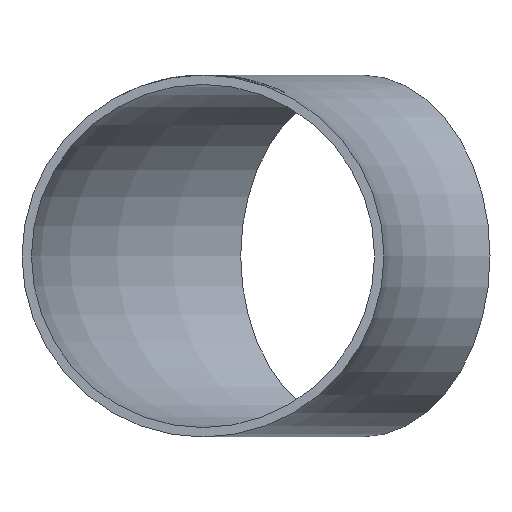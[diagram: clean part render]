
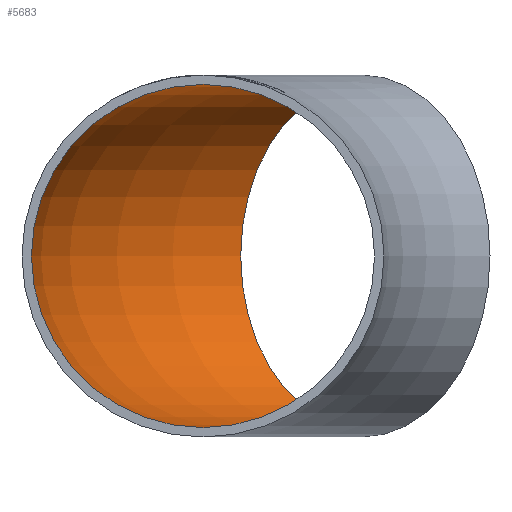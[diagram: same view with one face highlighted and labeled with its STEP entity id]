
A CAD part, front view. The second image highlights one B-rep face of the part: STEP entity #5683.
In plain terms, the highlighted toroidal (fillet/blend) face has major radius 95.25 mm and minor radius 30.099 mm.
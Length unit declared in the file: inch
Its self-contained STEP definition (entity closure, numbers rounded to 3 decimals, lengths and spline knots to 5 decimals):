
#15=CIRCLE('',#5854,1.185);
#16=CIRCLE('',#5855,1.185);
#47=FACE_BOUND('',#1575,.T.);
#1227=FACE_OUTER_BOUND('',#1574,.T.);
#1574=EDGE_LOOP('',(#5304));
#1575=EDGE_LOOP('',(#5305));
#2727=VERTEX_POINT('',#12972);
#2728=VERTEX_POINT('',#12974);
#3589=EDGE_CURVE('',#2727,#2727,#15,.T.);
#3590=EDGE_CURVE('',#2728,#2728,#16,.T.);
#5304=ORIENTED_EDGE('',*,*,#3589,.F.);
#5305=ORIENTED_EDGE('',*,*,#3590,.F.);
#5344=TOROIDAL_SURFACE('',#5853,3.75,1.185);
#5683=ADVANCED_FACE('',(#1227,#47),#5344,.F.);
#5853=AXIS2_PLACEMENT_3D('',#12971,#6473,#6474);
#5854=AXIS2_PLACEMENT_3D('',#12973,#6475,#6476);
#5855=AXIS2_PLACEMENT_3D('',#12975,#6477,#6478);
#6473=DIRECTION('center_axis',(0.,0.,-1.));
#6474=DIRECTION('ref_axis',(-1.,0.,0.));
#6475=DIRECTION('center_axis',(-0.707,-0.707,0.));
#6476=DIRECTION('ref_axis',(-0.707,0.707,0.));
#6477=DIRECTION('center_axis',(0.,1.,0.));
#6478=DIRECTION('ref_axis',(-1.,0.,0.));
#12971=CARTESIAN_POINT('Origin',(3.75,0.,0.));
#12972=CARTESIAN_POINT('',(0.26043,3.48957,0.));
#12973=CARTESIAN_POINT('Origin',(1.09835,2.65165,0.));
#12974=CARTESIAN_POINT('',(-1.185,0.,0.));
#12975=CARTESIAN_POINT('Origin',(0.,0.,0.));
